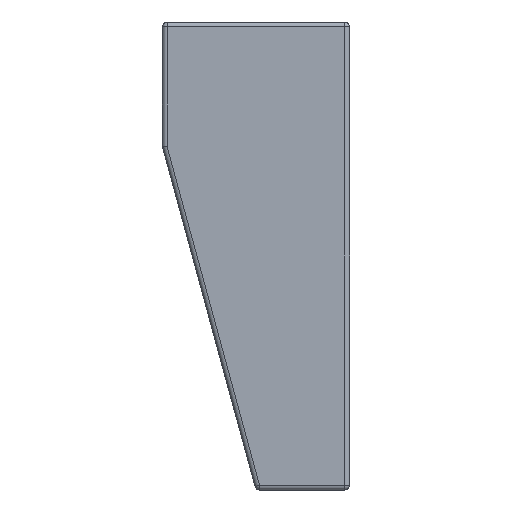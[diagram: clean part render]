
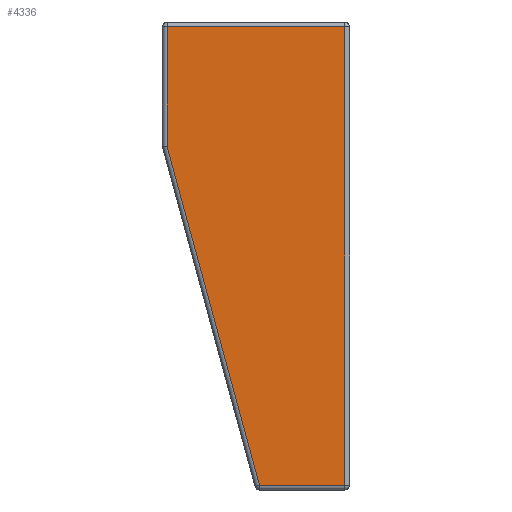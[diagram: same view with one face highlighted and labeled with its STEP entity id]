
A CAD part, left-side view. The second image highlights one B-rep face of the part: STEP entity #4336.
In plain terms, the highlighted planar face has unit normal (-1, 0, 0).
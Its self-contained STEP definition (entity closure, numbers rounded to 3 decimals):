
#31=PLANE('',#4759);
#183=LINE('',#7100,#495);
#193=LINE('',#7150,#505);
#198=LINE('',#7171,#510);
#202=LINE('',#7177,#514);
#210=LINE('',#7189,#522);
#495=VECTOR('',#5494,10.);
#505=VECTOR('',#5554,10.);
#510=VECTOR('',#5579,10.);
#514=VECTOR('',#5587,10.);
#522=VECTOR('',#5603,10.);
#1008=FACE_OUTER_BOUND('',#1328,.T.);
#1328=EDGE_LOOP('',(#3224,#3225,#3226,#3227,#3228));
#1977=VERTEX_POINT('',#7084);
#1979=VERTEX_POINT('',#7093);
#1991=VERTEX_POINT('',#7136);
#1994=VERTEX_POINT('',#7143);
#2000=VERTEX_POINT('',#7163);
#2356=EDGE_CURVE('',#1979,#1977,#183,.T.);
#2381=EDGE_CURVE('',#1994,#1979,#193,.T.);
#2392=EDGE_CURVE('',#2000,#1994,#198,.T.);
#2396=EDGE_CURVE('',#1991,#2000,#202,.T.);
#2404=EDGE_CURVE('',#1977,#1991,#210,.T.);
#3224=ORIENTED_EDGE('',*,*,#2356,.F.);
#3225=ORIENTED_EDGE('',*,*,#2381,.F.);
#3226=ORIENTED_EDGE('',*,*,#2392,.F.);
#3227=ORIENTED_EDGE('',*,*,#2396,.F.);
#3228=ORIENTED_EDGE('',*,*,#2404,.F.);
#4336=ADVANCED_FACE('',(#1008),#31,.T.);
#4759=AXIS2_PLACEMENT_3D('',#7230,#5664,#5665);
#5494=DIRECTION('',(0.,0.,-1.));
#5554=DIRECTION('',(0.,-1.,0.));
#5579=DIRECTION('',(0.,0.,1.));
#5587=DIRECTION('',(0.,0.263,0.965));
#5603=DIRECTION('',(0.,1.,0.));
#5664=DIRECTION('center_axis',(-1.,0.,0.));
#5665=DIRECTION('ref_axis',(0.,0.,1.));
#7084=CARTESIAN_POINT('',(0.,0.3,-29.7));
#7093=CARTESIAN_POINT('',(0.,0.3,-0.3));
#7100=CARTESIAN_POINT('',(0.,0.3,-22.5));
#7136=CARTESIAN_POINT('',(0.,5.771,-29.7));
#7143=CARTESIAN_POINT('',(0.,11.7,-0.3));
#7150=CARTESIAN_POINT('',(0.,0.,-0.3));
#7163=CARTESIAN_POINT('',(0.,11.7,-7.96));
#7171=CARTESIAN_POINT('',(0.,11.7,-22.5));
#7177=CARTESIAN_POINT('',(0.,7.003,-25.183));
#7189=CARTESIAN_POINT('',(0.,0.,-29.7));
#7230=CARTESIAN_POINT('Origin',(0.,0.,-30.));
